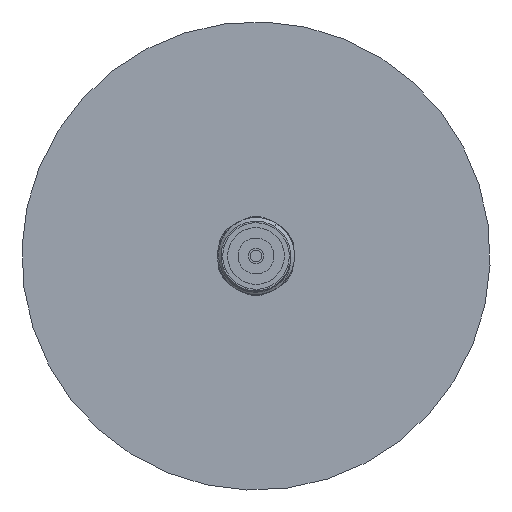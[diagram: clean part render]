
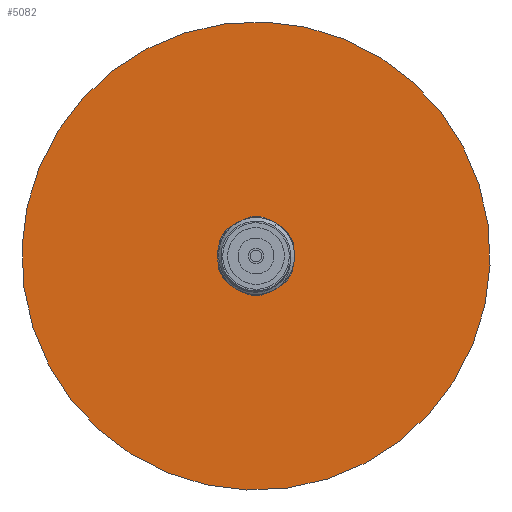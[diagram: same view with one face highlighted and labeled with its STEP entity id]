
A CAD part, front view. The second image highlights one B-rep face of the part: STEP entity #5082.
In plain terms, the highlighted planar face has unit normal (0, -1, 0).
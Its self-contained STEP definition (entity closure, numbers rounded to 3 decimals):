
#103 = VERTEX_POINT ( 'NONE', #5052 ) ;
#116 = LINE ( 'NONE', #4408, #4366 ) ;
#135 = EDGE_CURVE ( 'NONE', #6579, #3389, #6081, .T. ) ;
#150 = ORIENTED_EDGE ( 'NONE', *, *, #7033, .F. ) ;
#200 = CARTESIAN_POINT ( 'NONE',  ( 0.411, -29.6, -7.173 ) ) ;
#207 = AXIS2_PLACEMENT_3D ( 'NONE', #2355, #1814, #492 ) ;
#219 = DIRECTION ( 'NONE',  ( 0., -1., 0. ) ) ;
#239 = CARTESIAN_POINT ( 'NONE',  ( -10.139, -29.6, -20.069 ) ) ;
#417 = ORIENTED_EDGE ( 'NONE', *, *, #2828, .F. ) ;
#436 = ORIENTED_EDGE ( 'NONE', *, *, #6983, .F. ) ;
#466 = CIRCLE ( 'NONE', #2183, 3.2 ) ;
#492 = DIRECTION ( 'NONE',  ( 1., 0., 0. ) ) ;
#586 = DIRECTION ( 'NONE',  ( 0., -1., 0. ) ) ;
#617 = FACE_OUTER_BOUND ( 'NONE', #656, .T. ) ;
#656 = EDGE_LOOP ( 'NONE', ( #3880, #3520 ) ) ;
#724 = DIRECTION ( 'NONE',  ( 1., 0., 0. ) ) ;
#881 = ORIENTED_EDGE ( 'NONE', *, *, #7830, .F. ) ;
#917 = LINE ( 'NONE', #964, #4668 ) ;
#964 = CARTESIAN_POINT ( 'NONE',  ( -3.066, -29.6, -5.613 ) ) ;
#1317 = ORIENTED_EDGE ( 'NONE', *, *, #2461, .F. ) ;
#1393 = CARTESIAN_POINT ( 'NONE',  ( 0., -29.6, -4. ) ) ;
#1496 = CARTESIAN_POINT ( 'NONE',  ( -2.382, -29.6, -1.863 ) ) ;
#1564 = DIRECTION ( 'NONE',  ( 1., 0., 0. ) ) ;
#1671 = CIRCLE ( 'NONE', #207, 3.2 ) ;
#1797 = VECTOR ( 'NONE', #7525, 1000. ) ;
#1814 = DIRECTION ( 'NONE',  ( 0., -1., 0. ) ) ;
#1855 = EDGE_CURVE ( 'NONE', #7682, #5448, #7437, .T. ) ;
#1864 = AXIS2_PLACEMENT_3D ( 'NONE', #2018, #4451, #2055 ) ;
#1974 = FACE_BOUND ( 'NONE', #5022, .T. ) ;
#1990 = CARTESIAN_POINT ( 'NONE',  ( 2.382, -29.6, -6.137 ) ) ;
#2018 = CARTESIAN_POINT ( 'NONE',  ( 0., -29.6, -4. ) ) ;
#2041 = AXIS2_PLACEMENT_3D ( 'NONE', #6849, #586, #3123 ) ;
#2055 = DIRECTION ( 'NONE',  ( 0., 0., -1. ) ) ;
#2183 = AXIS2_PLACEMENT_3D ( 'NONE', #3970, #3281, #6474 ) ;
#2355 = CARTESIAN_POINT ( 'NONE',  ( 0., -29.6, -4. ) ) ;
#2431 = LINE ( 'NONE', #3106, #1797 ) ;
#2461 = EDGE_CURVE ( 'NONE', #3849, #3209, #4954, .T. ) ;
#2627 = LINE ( 'NONE', #6402, #7161 ) ;
#2666 = DIRECTION ( 'NONE',  ( -0.039, 0., -0.999 ) ) ;
#2738 = AXIS2_PLACEMENT_3D ( 'NONE', #3294, #219, #2749 ) ;
#2749 = DIRECTION ( 'NONE',  ( 1., 0., 0. ) ) ;
#2828 = EDGE_CURVE ( 'NONE', #5448, #3849, #2627, .T. ) ;
#2835 = VERTEX_POINT ( 'NONE', #1990 ) ;
#2896 = EDGE_CURVE ( 'NONE', #7179, #7080, #917, .T. ) ;
#3106 = CARTESIAN_POINT ( 'NONE',  ( -0.136, -29.6, -7.461 ) ) ;
#3123 = DIRECTION ( 'NONE',  ( 0.534, 0., 0.846 ) ) ;
#3209 = VERTEX_POINT ( 'NONE', #4702 ) ;
#3281 = DIRECTION ( 'NONE',  ( 0., -1., 0. ) ) ;
#3294 = CARTESIAN_POINT ( 'NONE',  ( 0., -29.6, -4. ) ) ;
#3389 = VERTEX_POINT ( 'NONE', #239 ) ;
#3516 = AXIS2_PLACEMENT_3D ( 'NONE', #5106, #4325, #6835 ) ;
#3520 = ORIENTED_EDGE ( 'NONE', *, *, #135, .T. ) ;
#3612 = CARTESIAN_POINT ( 'NONE',  ( -2.543, -29.6, -5.943 ) ) ;
#3797 = VECTOR ( 'NONE', #2666, 1000. ) ;
#3809 = DIRECTION ( 'NONE',  ( 0.039, 0., 0.999 ) ) ;
#3849 = VERTEX_POINT ( 'NONE', #1496 ) ;
#3880 = ORIENTED_EDGE ( 'NONE', *, *, #7295, .T. ) ;
#3970 = CARTESIAN_POINT ( 'NONE',  ( 0., -29.6, -4. ) ) ;
#4045 = EDGE_CURVE ( 'NONE', #6533, #2835, #2431, .T. ) ;
#4325 = DIRECTION ( 'NONE',  ( 0., -1., 0. ) ) ;
#4366 = VECTOR ( 'NONE', #3809, 1000. ) ;
#4408 = CARTESIAN_POINT ( 'NONE',  ( 2.93, -29.6, -5.849 ) ) ;
#4451 = DIRECTION ( 'NONE',  ( 0., -1., 0. ) ) ;
#4476 = CARTESIAN_POINT ( 'NONE',  ( 0., -29.6, -4. ) ) ;
#4496 = AXIS2_PLACEMENT_3D ( 'NONE', #7676, #7064, #5177 ) ;
#4505 = ORIENTED_EDGE ( 'NONE', *, *, #7444, .F. ) ;
#4550 = AXIS2_PLACEMENT_3D ( 'NONE', #4476, #7559, #724 ) ;
#4561 = DIRECTION ( 'NONE',  ( 0., -1., 0. ) ) ;
#4627 = LINE ( 'NONE', #5127, #3797 ) ;
#4668 = VECTOR ( 'NONE', #5253, 1000. ) ;
#4702 = CARTESIAN_POINT ( 'NONE',  ( -2.954, -29.6, -2.769 ) ) ;
#4906 = CARTESIAN_POINT ( 'NONE',  ( 0.659, -29.6, -0.869 ) ) ;
#4931 = EDGE_CURVE ( 'NONE', #5981, #7682, #7407, .T. ) ;
#4954 = CIRCLE ( 'NONE', #3516, 3.2 ) ;
#4977 = EDGE_CURVE ( 'NONE', #5140, #7179, #1671, .T. ) ;
#5022 = EDGE_LOOP ( 'NONE', ( #4505, #7649, #436, #5314, #881, #7198, #7872, #150, #1317, #417, #6391, #6373 ) ) ;
#5052 = CARTESIAN_POINT ( 'NONE',  ( 2.954, -29.6, -5.231 ) ) ;
#5082 = ADVANCED_FACE ( 'NONE', ( #1974, #617 ), #5107, .T. ) ;
#5106 = CARTESIAN_POINT ( 'NONE',  ( 0., -29.6, -4. ) ) ;
#5107 = PLANE ( 'NONE',  #1864 ) ;
#5127 = CARTESIAN_POINT ( 'NONE',  ( -2.93, -29.6, -2.151 ) ) ;
#5140 = VERTEX_POINT ( 'NONE', #5145 ) ;
#5145 = CARTESIAN_POINT ( 'NONE',  ( -3.041, -29.6, -4.995 ) ) ;
#5177 = DIRECTION ( 'NONE',  ( 0.534, 0., 0.846 ) ) ;
#5178 = EDGE_CURVE ( 'NONE', #103, #6459, #116, .T. ) ;
#5253 = DIRECTION ( 'NONE',  ( 0.846, 0., -0.534 ) ) ;
#5314 = ORIENTED_EDGE ( 'NONE', *, *, #4045, .F. ) ;
#5448 = VERTEX_POINT ( 'NONE', #8014 ) ;
#5588 = CIRCLE ( 'NONE', #2041, 19. ) ;
#5709 = CIRCLE ( 'NONE', #6365, 3.2 ) ;
#5981 = VERTEX_POINT ( 'NONE', #6560 ) ;
#6000 = VECTOR ( 'NONE', #6758, 1000. ) ;
#6081 = CIRCLE ( 'NONE', #4496, 19. ) ;
#6276 = CIRCLE ( 'NONE', #2738, 3.2 ) ;
#6365 = AXIS2_PLACEMENT_3D ( 'NONE', #1393, #4561, #1564 ) ;
#6373 = ORIENTED_EDGE ( 'NONE', *, *, #4931, .F. ) ;
#6391 = ORIENTED_EDGE ( 'NONE', *, *, #1855, .F. ) ;
#6402 = CARTESIAN_POINT ( 'NONE',  ( 0.136, -29.6, -0.539 ) ) ;
#6459 = VERTEX_POINT ( 'NONE', #7768 ) ;
#6474 = DIRECTION ( 'NONE',  ( 1., 0., 0. ) ) ;
#6533 = VERTEX_POINT ( 'NONE', #200 ) ;
#6560 = CARTESIAN_POINT ( 'NONE',  ( 2.543, -29.6, -2.057 ) ) ;
#6579 = VERTEX_POINT ( 'NONE', #7732 ) ;
#6758 = DIRECTION ( 'NONE',  ( -0.846, 0., 0.534 ) ) ;
#6835 = DIRECTION ( 'NONE',  ( 1., 0., 0. ) ) ;
#6849 = CARTESIAN_POINT ( 'NONE',  ( 0., -29.6, -4. ) ) ;
#6983 = EDGE_CURVE ( 'NONE', #2835, #103, #6276, .T. ) ;
#7033 = EDGE_CURVE ( 'NONE', #3209, #5140, #4627, .T. ) ;
#7064 = DIRECTION ( 'NONE',  ( 0., -1., 0. ) ) ;
#7080 = VERTEX_POINT ( 'NONE', #7916 ) ;
#7091 = DIRECTION ( 'NONE',  ( -0.885, 0., -0.466 ) ) ;
#7161 = VECTOR ( 'NONE', #7091, 1000. ) ;
#7179 = VERTEX_POINT ( 'NONE', #3612 ) ;
#7198 = ORIENTED_EDGE ( 'NONE', *, *, #2896, .F. ) ;
#7295 = EDGE_CURVE ( 'NONE', #3389, #6579, #5588, .T. ) ;
#7407 = LINE ( 'NONE', #7986, #6000 ) ;
#7437 = CIRCLE ( 'NONE', #4550, 3.2 ) ;
#7444 = EDGE_CURVE ( 'NONE', #6459, #5981, #466, .T. ) ;
#7525 = DIRECTION ( 'NONE',  ( 0.885, 0., 0.466 ) ) ;
#7559 = DIRECTION ( 'NONE',  ( 0., -1., 0. ) ) ;
#7649 = ORIENTED_EDGE ( 'NONE', *, *, #5178, .F. ) ;
#7676 = CARTESIAN_POINT ( 'NONE',  ( 0., -29.6, -4. ) ) ;
#7682 = VERTEX_POINT ( 'NONE', #4906 ) ;
#7732 = CARTESIAN_POINT ( 'NONE',  ( 10.139, -29.6, 12.069 ) ) ;
#7768 = CARTESIAN_POINT ( 'NONE',  ( 3.041, -29.6, -3.005 ) ) ;
#7830 = EDGE_CURVE ( 'NONE', #7080, #6533, #5709, .T. ) ;
#7872 = ORIENTED_EDGE ( 'NONE', *, *, #4977, .F. ) ;
#7916 = CARTESIAN_POINT ( 'NONE',  ( -0.659, -29.6, -7.131 ) ) ;
#7986 = CARTESIAN_POINT ( 'NONE',  ( 3.066, -29.6, -2.387 ) ) ;
#8014 = CARTESIAN_POINT ( 'NONE',  ( -0.411, -29.6, -0.827 ) ) ;
